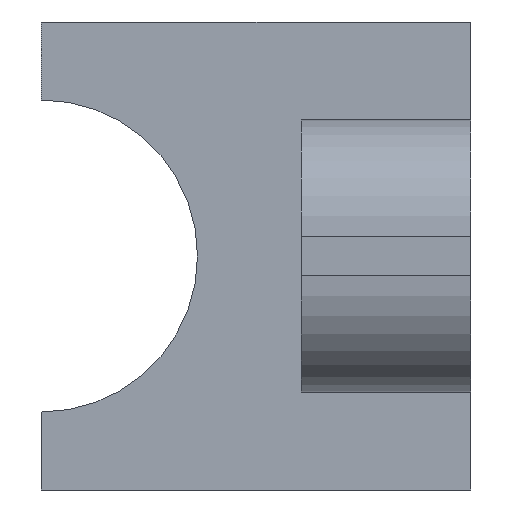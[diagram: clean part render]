
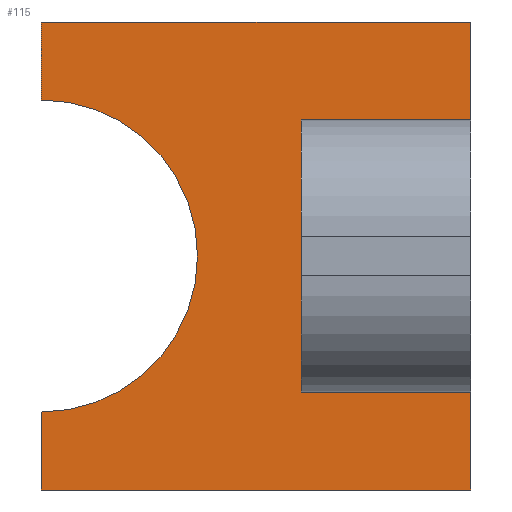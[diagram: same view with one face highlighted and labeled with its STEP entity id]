
A CAD part, left-side view. The second image highlights one B-rep face of the part: STEP entity #115.
In plain terms, the highlighted planar face has unit normal (-1, 0, 0).
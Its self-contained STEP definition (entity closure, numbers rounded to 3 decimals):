
#9 = ORIENTED_EDGE ( 'NONE', *, *, #377, .F. ) ;
#17 = ORIENTED_EDGE ( 'NONE', *, *, #408, .T. ) ;
#19 = ORIENTED_EDGE ( 'NONE', *, *, #198, .T. ) ;
#31 = CARTESIAN_POINT ( 'NONE',  ( 35., 21.684, 60. ) ) ;
#43 = VECTOR ( 'NONE', #181, 1000. ) ;
#77 = AXIS2_PLACEMENT_3D ( 'NONE', #577, #575, #282 ) ;
#84 = EDGE_LOOP ( 'NONE', ( #19, #17, #422, #531, #805, #98, #147, #869, #653, #9 ) ) ;
#87 = LINE ( 'NONE', #171, #857 ) ;
#89 = VECTOR ( 'NONE', #118, 1000. ) ;
#98 = ORIENTED_EDGE ( 'NONE', *, *, #442, .T. ) ;
#115 = ADVANCED_FACE ( 'NONE', ( #361 ), #253, .F. ) ;
#118 = DIRECTION ( 'NONE',  ( 0., 0., -1. ) ) ;
#123 = CARTESIAN_POINT ( 'NONE',  ( 35., 55., 0. ) ) ;
#129 = EDGE_CURVE ( 'NONE', #176, #601, #450, .T. ) ;
#132 = CARTESIAN_POINT ( 'NONE',  ( 35., 0., 60. ) ) ;
#144 = CIRCLE ( 'NONE', #77, 20. ) ;
#147 = ORIENTED_EDGE ( 'NONE', *, *, #726, .F. ) ;
#163 = VECTOR ( 'NONE', #811, 1000. ) ;
#167 = CARTESIAN_POINT ( 'NONE',  ( 35., 21.684, 12.5 ) ) ;
#171 = CARTESIAN_POINT ( 'NONE',  ( 35., 0., 0. ) ) ;
#176 = VERTEX_POINT ( 'NONE', #617 ) ;
#181 = DIRECTION ( 'NONE',  ( 0., 0., -1. ) ) ;
#198 = EDGE_CURVE ( 'NONE', #712, #574, #519, .T. ) ;
#206 = VECTOR ( 'NONE', #843, 1000. ) ;
#242 = DIRECTION ( 'NONE',  ( 0., 0., -1. ) ) ;
#253 = PLANE ( 'NONE',  #426 ) ;
#275 = LINE ( 'NONE', #769, #489 ) ;
#276 = VERTEX_POINT ( 'NONE', #123 ) ;
#281 = DIRECTION ( 'NONE',  ( 0., 0., -1. ) ) ;
#282 = DIRECTION ( 'NONE',  ( 0., 0., -1. ) ) ;
#306 = DIRECTION ( 'NONE',  ( 0., -1., 0. ) ) ;
#311 = EDGE_CURVE ( 'NONE', #333, #492, #275, .T. ) ;
#312 = DIRECTION ( 'NONE',  ( 0., 0., -1. ) ) ;
#333 = VERTEX_POINT ( 'NONE', #347 ) ;
#337 = CARTESIAN_POINT ( 'NONE',  ( 35., 0., 60. ) ) ;
#347 = CARTESIAN_POINT ( 'NONE',  ( 35., 0., 47.5 ) ) ;
#349 = LINE ( 'NONE', #493, #839 ) ;
#353 = VERTEX_POINT ( 'NONE', #337 ) ;
#361 = FACE_OUTER_BOUND ( 'NONE', #84, .T. ) ;
#365 = CARTESIAN_POINT ( 'NONE',  ( 35., 55., 50. ) ) ;
#377 = EDGE_CURVE ( 'NONE', #712, #353, #611, .T. ) ;
#396 = LINE ( 'NONE', #495, #206 ) ;
#408 = EDGE_CURVE ( 'NONE', #574, #643, #144, .T. ) ;
#422 = ORIENTED_EDGE ( 'NONE', *, *, #485, .T. ) ;
#426 = AXIS2_PLACEMENT_3D ( 'NONE', #471, #457, #242 ) ;
#442 = EDGE_CURVE ( 'NONE', #176, #731, #396, .T. ) ;
#450 = LINE ( 'NONE', #547, #89 ) ;
#457 = DIRECTION ( 'NONE',  ( 1., 0., 0. ) ) ;
#464 = CARTESIAN_POINT ( 'NONE',  ( 35., 0., 0. ) ) ;
#471 = CARTESIAN_POINT ( 'NONE',  ( 35., 0., 60. ) ) ;
#485 = EDGE_CURVE ( 'NONE', #643, #276, #349, .T. ) ;
#489 = VECTOR ( 'NONE', #901, 1000. ) ;
#492 = VERTEX_POINT ( 'NONE', #498 ) ;
#493 = CARTESIAN_POINT ( 'NONE',  ( 35., 55., 60. ) ) ;
#495 = CARTESIAN_POINT ( 'NONE',  ( 35., 0., 12.5 ) ) ;
#498 = CARTESIAN_POINT ( 'NONE',  ( 35., 21.684, 47.5 ) ) ;
#519 = LINE ( 'NONE', #691, #163 ) ;
#531 = ORIENTED_EDGE ( 'NONE', *, *, #700, .T. ) ;
#547 = CARTESIAN_POINT ( 'NONE',  ( 35., 0., 0. ) ) ;
#574 = VERTEX_POINT ( 'NONE', #365 ) ;
#575 = DIRECTION ( 'NONE',  ( 1., 0., 0. ) ) ;
#577 = CARTESIAN_POINT ( 'NONE',  ( 35., 55., 30. ) ) ;
#578 = VECTOR ( 'NONE', #645, 1000. ) ;
#586 = CARTESIAN_POINT ( 'NONE',  ( 35., 0., 0. ) ) ;
#596 = CARTESIAN_POINT ( 'NONE',  ( 35., 55., 60. ) ) ;
#601 = VERTEX_POINT ( 'NONE', #586 ) ;
#609 = LINE ( 'NONE', #31, #814 ) ;
#611 = LINE ( 'NONE', #132, #578 ) ;
#617 = CARTESIAN_POINT ( 'NONE',  ( 35., 0., 12.5 ) ) ;
#643 = VERTEX_POINT ( 'NONE', #806 ) ;
#645 = DIRECTION ( 'NONE',  ( 0., -1., 0. ) ) ;
#653 = ORIENTED_EDGE ( 'NONE', *, *, #801, .F. ) ;
#691 = CARTESIAN_POINT ( 'NONE',  ( 35., 55., 60. ) ) ;
#700 = EDGE_CURVE ( 'NONE', #276, #601, #87, .T. ) ;
#712 = VERTEX_POINT ( 'NONE', #596 ) ;
#726 = EDGE_CURVE ( 'NONE', #492, #731, #609, .T. ) ;
#731 = VERTEX_POINT ( 'NONE', #167 ) ;
#769 = CARTESIAN_POINT ( 'NONE',  ( 35., 0., 47.5 ) ) ;
#801 = EDGE_CURVE ( 'NONE', #353, #333, #828, .T. ) ;
#805 = ORIENTED_EDGE ( 'NONE', *, *, #129, .F. ) ;
#806 = CARTESIAN_POINT ( 'NONE',  ( 35., 55., 10. ) ) ;
#811 = DIRECTION ( 'NONE',  ( 0., 0., -1. ) ) ;
#814 = VECTOR ( 'NONE', #312, 1000. ) ;
#828 = LINE ( 'NONE', #464, #43 ) ;
#839 = VECTOR ( 'NONE', #281, 1000. ) ;
#843 = DIRECTION ( 'NONE',  ( 0., 1., 0. ) ) ;
#857 = VECTOR ( 'NONE', #306, 1000. ) ;
#869 = ORIENTED_EDGE ( 'NONE', *, *, #311, .F. ) ;
#901 = DIRECTION ( 'NONE',  ( 0., 1., 0. ) ) ;
